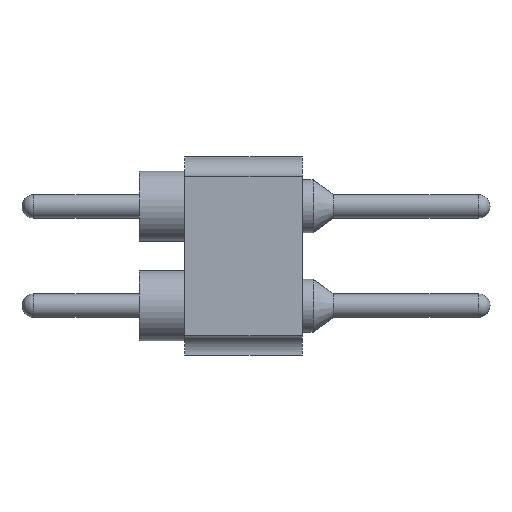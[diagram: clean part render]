
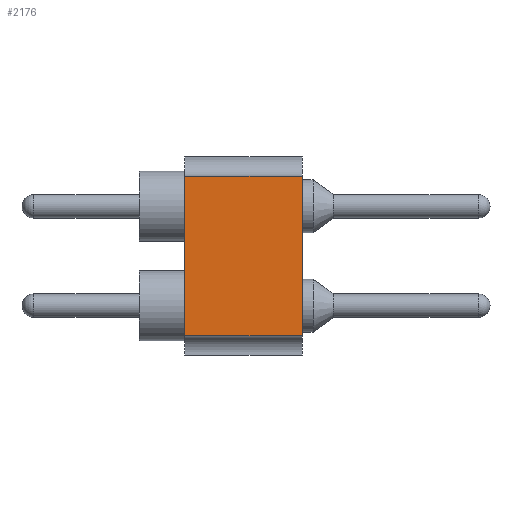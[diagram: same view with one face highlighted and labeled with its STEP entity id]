
A CAD part, left-side view. The second image highlights one B-rep face of the part: STEP entity #2176.
In plain terms, the highlighted planar face has unit normal (-1, 0, 0).
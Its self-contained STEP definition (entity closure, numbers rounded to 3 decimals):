
#1=DIRECTION('',(0.,0.,1.));
#2=VECTOR('',#1,4.08);
#3=CARTESIAN_POINT('',(-5.08,0.,-2.04));
#4=LINE('',#3,#2);
#167=DIRECTION('',(0.,0.,1.));
#168=VECTOR('',#167,4.08);
#169=CARTESIAN_POINT('',(-5.08,3.,-2.04));
#170=LINE('',#169,#168);
#393=DIRECTION('',(0.,1.,0.));
#394=VECTOR('',#393,3.);
#395=CARTESIAN_POINT('',(-5.08,0.,-2.04));
#396=LINE('',#395,#394);
#397=DIRECTION('',(0.,1.,0.));
#398=VECTOR('',#397,3.);
#399=CARTESIAN_POINT('',(-5.08,0.,2.04));
#400=LINE('',#399,#398);
#1741=CARTESIAN_POINT('',(-5.08,0.,-2.04));
#1742=CARTESIAN_POINT('',(-5.08,3.,-2.04));
#1743=VERTEX_POINT('',#1741);
#1744=VERTEX_POINT('',#1742);
#1745=CARTESIAN_POINT('',(-5.08,0.,2.04));
#1746=CARTESIAN_POINT('',(-5.08,3.,2.04));
#1747=VERTEX_POINT('',#1745);
#1748=VERTEX_POINT('',#1746);
#2165=CARTESIAN_POINT('',(-5.08,0.,-2.54));
#2166=DIRECTION('',(-1.,0.,0.));
#2167=DIRECTION('',(0.,0.,1.));
#2168=AXIS2_PLACEMENT_3D('',#2165,#2166,#2167);
#2169=PLANE('',#2168);
#2170=ORIENTED_EDGE('',*,*,#1852,.T.);
#2171=ORIENTED_EDGE('',*,*,#1902,.T.);
#2172=ORIENTED_EDGE('',*,*,#2160,.F.);
#2173=ORIENTED_EDGE('',*,*,#1756,.F.);
#2174=EDGE_LOOP('',(#2170,#2171,#2172,#2173));
#2175=FACE_OUTER_BOUND('',#2174,.F.);
#1756=EDGE_CURVE('',#1743,#1747,#4,.T.);
#1852=EDGE_CURVE('',#1743,#1744,#396,.T.);
#1902=EDGE_CURVE('',#1744,#1748,#170,.T.);
#2160=EDGE_CURVE('',#1747,#1748,#400,.T.);
#2176=ADVANCED_FACE('',(#2175),#2169,.T.);
